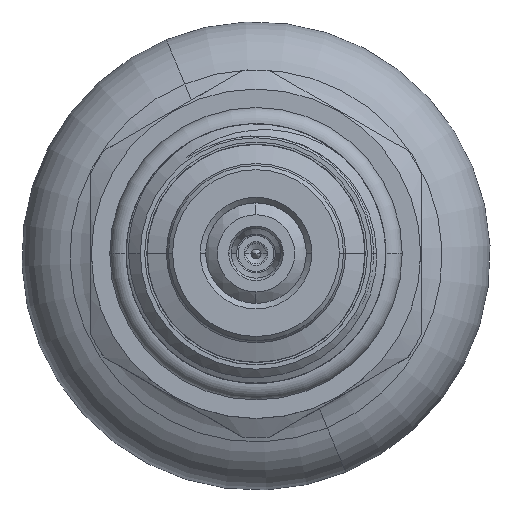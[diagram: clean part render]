
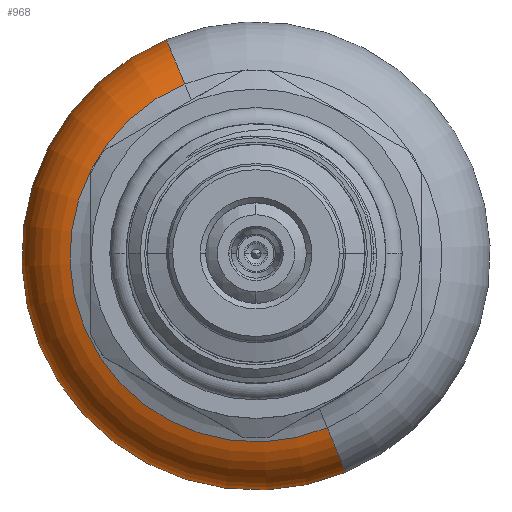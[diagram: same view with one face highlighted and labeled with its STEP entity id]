
A CAD part, top view. The second image highlights one B-rep face of the part: STEP entity #968.
In plain terms, the highlighted toroidal (fillet/blend) face has major radius 12 mm and minor radius 5 mm.
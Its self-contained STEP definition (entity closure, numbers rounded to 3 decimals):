
#23 = AXIS2_PLACEMENT_3D ( 'NONE', #12474, #9177, #36528 ) ;
#968 = ADVANCED_FACE ( 'NONE', ( #29437 ), #13864, .T. ) ;
#1002 = VERTEX_POINT ( 'NONE', #13186 ) ;
#1778 = DIRECTION ( 'NONE',  ( -0.383, 0.924, 0. ) ) ;
#2886 = CARTESIAN_POINT ( 'NONE',  ( 0., 0., -76.209 ) ) ;
#3171 = DIRECTION ( 'NONE',  ( -0.383, 0.924, 0. ) ) ;
#5406 = CIRCLE ( 'NONE', #13140, 14.541 ) ;
#6090 = ORIENTED_EDGE ( 'NONE', *, *, #12879, .F. ) ;
#7589 = CARTESIAN_POINT ( 'NONE',  ( -4.597, 11.085, -76.209 ) ) ;
#8689 = VERTEX_POINT ( 'NONE', #30009 ) ;
#8934 = DIRECTION ( 'NONE',  ( 0., 0., 1. ) ) ;
#9177 = DIRECTION ( 'NONE',  ( -0.924, -0.383, 0. ) ) ;
#11256 = EDGE_CURVE ( 'NONE', #42141, #8689, #42565, .T. ) ;
#12389 = DIRECTION ( 'NONE',  ( 0., 0., 1. ) ) ;
#12474 = CARTESIAN_POINT ( 'NONE',  ( 4.597, -11.085, -76.209 ) ) ;
#12879 = EDGE_CURVE ( 'NONE', #22121, #8689, #33342, .T. ) ;
#13140 = AXIS2_PLACEMENT_3D ( 'NONE', #26199, #8934, #32508 ) ;
#13186 = CARTESIAN_POINT ( 'NONE',  ( -5.57, 13.432, -80.515 ) ) ;
#13864 = TOROIDAL_SURFACE ( 'NONE', #39413, 12., 5. ) ;
#16617 = CARTESIAN_POINT ( 'NONE',  ( 0., 0., -71.439 ) ) ;
#17957 = DIRECTION ( 'NONE',  ( -0.383, 0.924, 0. ) ) ;
#22121 = VERTEX_POINT ( 'NONE', #33509 ) ;
#23193 = EDGE_CURVE ( 'NONE', #1002, #42141, #5406, .T. ) ;
#23948 = ORIENTED_EDGE ( 'NONE', *, *, #11256, .T. ) ;
#24792 = EDGE_LOOP ( 'NONE', ( #38410, #23948, #6090, #25006 ) ) ;
#25006 = ORIENTED_EDGE ( 'NONE', *, *, #28980, .F. ) ;
#26199 = CARTESIAN_POINT ( 'NONE',  ( 0., 0., -80.515 ) ) ;
#28980 = EDGE_CURVE ( 'NONE', #1002, #22121, #36854, .T. ) ;
#29437 = FACE_OUTER_BOUND ( 'NONE', #24792, .T. ) ;
#30009 = CARTESIAN_POINT ( 'NONE',  ( 5.171, -12.47, -71.439 ) ) ;
#32508 = DIRECTION ( 'NONE',  ( -0.383, 0.924, 0. ) ) ;
#33342 = CIRCLE ( 'NONE', #36009, 13.5 ) ;
#33416 = AXIS2_PLACEMENT_3D ( 'NONE', #7589, #38662, #17957 ) ;
#33509 = CARTESIAN_POINT ( 'NONE',  ( -5.171, 12.47, -71.439 ) ) ;
#34064 = DIRECTION ( 'NONE',  ( 0., 0., 1. ) ) ;
#36009 = AXIS2_PLACEMENT_3D ( 'NONE', #16617, #12389, #1778 ) ;
#36528 = DIRECTION ( 'NONE',  ( 0.383, -0.924, 0. ) ) ;
#36854 = CIRCLE ( 'NONE', #33416, 5. ) ;
#37237 = CARTESIAN_POINT ( 'NONE',  ( 5.57, -13.432, -80.515 ) ) ;
#38410 = ORIENTED_EDGE ( 'NONE', *, *, #23193, .T. ) ;
#38662 = DIRECTION ( 'NONE',  ( 0.924, 0.383, 0. ) ) ;
#39413 = AXIS2_PLACEMENT_3D ( 'NONE', #2886, #34064, #3171 ) ;
#42141 = VERTEX_POINT ( 'NONE', #37237 ) ;
#42565 = CIRCLE ( 'NONE', #23, 5. ) ;
